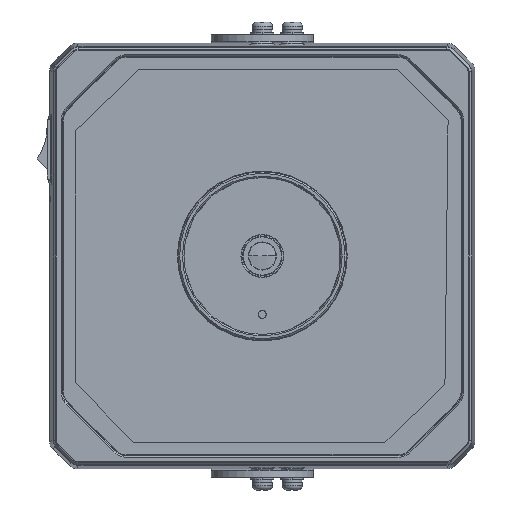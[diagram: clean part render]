
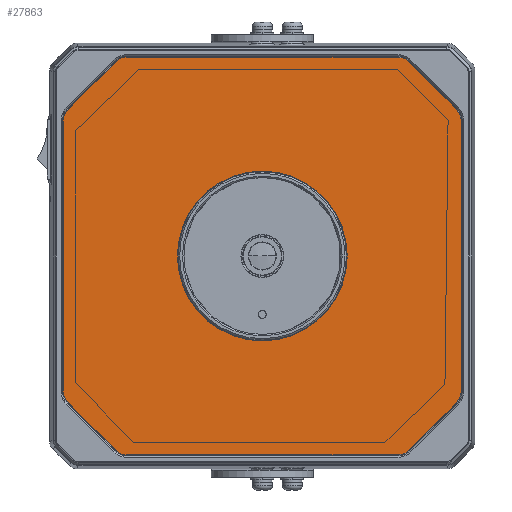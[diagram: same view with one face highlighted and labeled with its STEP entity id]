
A CAD part, front view. The second image highlights one B-rep face of the part: STEP entity #27863.
In plain terms, the highlighted planar face has unit normal (0, -1, 0).
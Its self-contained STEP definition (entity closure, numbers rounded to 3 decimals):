
#27093=DIRECTION('',(-0.707,0.,0.707));
#27094=VECTOR('',#27093,23.314);
#27095=CARTESIAN_POINT('',(68.024,0.,
51.539));
#27096=LINE('',#27095,#27094);
#27097=CARTESIAN_POINT('',(63.8,0.,47.315));
#27098=DIRECTION('',(0.,-1.,0.));
#27099=DIRECTION('',(1.,0.,0.));
#27100=AXIS2_PLACEMENT_3D('',#27097,#27098,#27099);
#27102=CARTESIAN_POINT('',(63.8,0.,-47.315));
#27103=DIRECTION('',(0.,-1.,0.));
#27104=DIRECTION('',(0.707,0.,-0.707));
#27105=AXIS2_PLACEMENT_3D('',#27102,#27103,#27104);
#27107=DIRECTION('',(0.707,0.,0.707));
#27108=VECTOR('',#27107,23.314);
#27109=CARTESIAN_POINT('',(51.539,0.,
-68.024));
#27110=LINE('',#27109,#27108);
#27111=CARTESIAN_POINT('',(47.315,0.,-63.8));
#27112=DIRECTION('',(0.,-1.,0.));
#27113=DIRECTION('',(0.,0.,-1.));
#27114=AXIS2_PLACEMENT_3D('',#27111,#27112,#27113);
#27116=CARTESIAN_POINT('',(-47.315,0.,-63.8));
#27117=DIRECTION('',(0.,-1.,0.));
#27118=DIRECTION('',(-0.707,0.,-0.707));
#27119=AXIS2_PLACEMENT_3D('',#27116,#27117,#27118);
#27121=DIRECTION('',(0.707,0.,-0.707));
#27122=VECTOR('',#27121,23.314);
#27123=CARTESIAN_POINT('',(-68.024,0.,
-51.539));
#27124=LINE('',#27123,#27122);
#27125=CARTESIAN_POINT('',(-63.8,0.,-47.315));
#27126=DIRECTION('',(0.,-1.,0.));
#27127=DIRECTION('',(-1.,0.,0.));
#27128=AXIS2_PLACEMENT_3D('',#27125,#27126,#27127);
#27130=CARTESIAN_POINT('',(-63.8,0.,47.315));
#27131=DIRECTION('',(0.,-1.,0.));
#27132=DIRECTION('',(-0.707,0.,0.707));
#27133=AXIS2_PLACEMENT_3D('',#27130,#27131,#27132);
#27135=DIRECTION('',(-0.707,0.,-0.707));
#27136=VECTOR('',#27135,23.314);
#27137=CARTESIAN_POINT('',(-51.539,0.,
68.024));
#27138=LINE('',#27137,#27136);
#27139=CARTESIAN_POINT('',(-47.315,0.,63.8));
#27140=DIRECTION('',(0.,-1.,0.));
#27141=DIRECTION('',(0.,0.,1.));
#27142=AXIS2_PLACEMENT_3D('',#27139,#27140,#27141);
#27144=CARTESIAN_POINT('',(47.315,0.,63.8));
#27145=DIRECTION('',(0.,-1.,0.));
#27146=DIRECTION('',(0.707,0.,0.707));
#27147=AXIS2_PLACEMENT_3D('',#27144,#27145,#27146);
#27157=DIRECTION('',(1.,0.,0.));
#27158=VECTOR('',#27157,94.629);
#27159=CARTESIAN_POINT('',(-47.315,0.,
69.774));
#27160=LINE('',#27159,#27158);
#27177=DIRECTION('',(0.,0.,1.));
#27178=VECTOR('',#27177,94.629);
#27179=CARTESIAN_POINT('',(-69.774,0.,
-47.315));
#27180=LINE('',#27179,#27178);
#27370=DIRECTION('',(-1.,0.,0.));
#27371=VECTOR('',#27370,94.629);
#27372=CARTESIAN_POINT('',(47.315,0.,
-69.774));
#27373=LINE('',#27372,#27371);
#27390=DIRECTION('',(0.,0.,-1.));
#27391=VECTOR('',#27390,94.629);
#27392=CARTESIAN_POINT('',(69.774,0.,
47.315));
#27393=LINE('',#27392,#27391);
#27534=CARTESIAN_POINT('',(0.,0.,0.));
#27535=DIRECTION('',(0.,-1.,0.));
#27536=DIRECTION('',(-1.,0.,0.));
#27537=AXIS2_PLACEMENT_3D('',#27534,#27535,#27536);
#27548=CARTESIAN_POINT('',(0.,0.,0.));
#27549=DIRECTION('',(0.,-1.,0.));
#27550=DIRECTION('',(1.,0.,0.));
#27551=AXIS2_PLACEMENT_3D('',#27548,#27549,#27550);
#27637=CARTESIAN_POINT('',(-29.75,0.,
0.));
#27638=CARTESIAN_POINT('',(29.75,0.,
0.));
#27639=VERTEX_POINT('',#27637);
#27640=VERTEX_POINT('',#27638);
#27641=CARTESIAN_POINT('',(69.774,0.,
47.315));
#27642=VERTEX_POINT('',#27641);
#27643=CARTESIAN_POINT('',(68.024,0.,
51.539));
#27644=VERTEX_POINT('',#27643);
#27645=CARTESIAN_POINT('',(69.774,0.,
-47.315));
#27646=VERTEX_POINT('',#27645);
#27647=CARTESIAN_POINT('',(68.024,0.,
-51.539));
#27648=VERTEX_POINT('',#27647);
#27649=CARTESIAN_POINT('',(51.539,0.,
-68.024));
#27650=VERTEX_POINT('',#27649);
#27651=CARTESIAN_POINT('',(47.315,0.,
-69.774));
#27652=VERTEX_POINT('',#27651);
#27653=CARTESIAN_POINT('',(-47.315,0.,
-69.774));
#27654=VERTEX_POINT('',#27653);
#27655=CARTESIAN_POINT('',(-51.539,0.,
-68.024));
#27656=VERTEX_POINT('',#27655);
#27657=CARTESIAN_POINT('',(-68.024,0.,
-51.539));
#27658=VERTEX_POINT('',#27657);
#27659=CARTESIAN_POINT('',(-69.774,0.,
-47.315));
#27660=VERTEX_POINT('',#27659);
#27661=CARTESIAN_POINT('',(-69.774,0.,
47.315));
#27662=VERTEX_POINT('',#27661);
#27663=CARTESIAN_POINT('',(-68.024,0.,
51.539));
#27664=VERTEX_POINT('',#27663);
#27665=CARTESIAN_POINT('',(-51.539,0.,
68.024));
#27666=VERTEX_POINT('',#27665);
#27667=CARTESIAN_POINT('',(-47.315,0.,
69.774));
#27668=VERTEX_POINT('',#27667);
#27669=CARTESIAN_POINT('',(47.315,0.,
69.774));
#27670=VERTEX_POINT('',#27669);
#27671=CARTESIAN_POINT('',(51.539,0.,
68.024));
#27672=VERTEX_POINT('',#27671);
#27819=CARTESIAN_POINT('',(0.,0.,0.));
#27820=DIRECTION('',(0.,1.,0.));
#27821=DIRECTION('',(1.,0.,0.));
#27822=AXIS2_PLACEMENT_3D('',#27819,#27820,#27821);
#27823=PLANE('',#27822);
#27825=ORIENTED_EDGE('',*,*,#27824,.F.);
#27827=ORIENTED_EDGE('',*,*,#27826,.F.);
#27829=ORIENTED_EDGE('',*,*,#27828,.T.);
#27831=ORIENTED_EDGE('',*,*,#27830,.F.);
#27833=ORIENTED_EDGE('',*,*,#27832,.F.);
#27835=ORIENTED_EDGE('',*,*,#27834,.F.);
#27837=ORIENTED_EDGE('',*,*,#27836,.T.);
#27839=ORIENTED_EDGE('',*,*,#27838,.F.);
#27840=ORIENTED_EDGE('',*,*,#27807,.F.);
#27842=ORIENTED_EDGE('',*,*,#27841,.F.);
#27844=ORIENTED_EDGE('',*,*,#27843,.T.);
#27846=ORIENTED_EDGE('',*,*,#27845,.F.);
#27848=ORIENTED_EDGE('',*,*,#27847,.F.);
#27850=ORIENTED_EDGE('',*,*,#27849,.F.);
#27852=ORIENTED_EDGE('',*,*,#27851,.T.);
#27854=ORIENTED_EDGE('',*,*,#27853,.F.);
#27855=EDGE_LOOP('',(#27825,#27827,#27829,#27831,#27833,#27835,#27837,#27839,
#27840,#27842,#27844,#27846,#27848,#27850,#27852,#27854));
#27856=FACE_OUTER_BOUND('',#27855,.F.);
#27858=ORIENTED_EDGE('',*,*,#27857,.T.);
#27860=ORIENTED_EDGE('',*,*,#27859,.T.);
#27861=EDGE_LOOP('',(#27858,#27860));
#27862=FACE_BOUND('',#27861,.F.);
#27863=ADVANCED_FACE('',(#27856,#27862),#27823,.F.);
#27101=CIRCLE('',#27100,5.974);
#27106=CIRCLE('',#27105,5.974);
#27115=CIRCLE('',#27114,5.974);
#27120=CIRCLE('',#27119,5.974);
#27129=CIRCLE('',#27128,5.974);
#27134=CIRCLE('',#27133,5.974);
#27143=CIRCLE('',#27142,5.974);
#27148=CIRCLE('',#27147,5.974);
#27538=CIRCLE('',#27537,29.75);
#27552=CIRCLE('',#27551,29.75);
#27807=EDGE_CURVE('',#27658,#27656,#27124,.T.);
#27824=EDGE_CURVE('',#27644,#27672,#27096,.T.);
#27826=EDGE_CURVE('',#27642,#27644,#27101,.T.);
#27828=EDGE_CURVE('',#27642,#27646,#27393,.T.);
#27830=EDGE_CURVE('',#27648,#27646,#27106,.T.);
#27832=EDGE_CURVE('',#27650,#27648,#27110,.T.);
#27834=EDGE_CURVE('',#27652,#27650,#27115,.T.);
#27836=EDGE_CURVE('',#27652,#27654,#27373,.T.);
#27838=EDGE_CURVE('',#27656,#27654,#27120,.T.);
#27841=EDGE_CURVE('',#27660,#27658,#27129,.T.);
#27843=EDGE_CURVE('',#27660,#27662,#27180,.T.);
#27845=EDGE_CURVE('',#27664,#27662,#27134,.T.);
#27847=EDGE_CURVE('',#27666,#27664,#27138,.T.);
#27849=EDGE_CURVE('',#27668,#27666,#27143,.T.);
#27851=EDGE_CURVE('',#27668,#27670,#27160,.T.);
#27853=EDGE_CURVE('',#27672,#27670,#27148,.T.);
#27857=EDGE_CURVE('',#27639,#27640,#27538,.T.);
#27859=EDGE_CURVE('',#27640,#27639,#27552,.T.);
